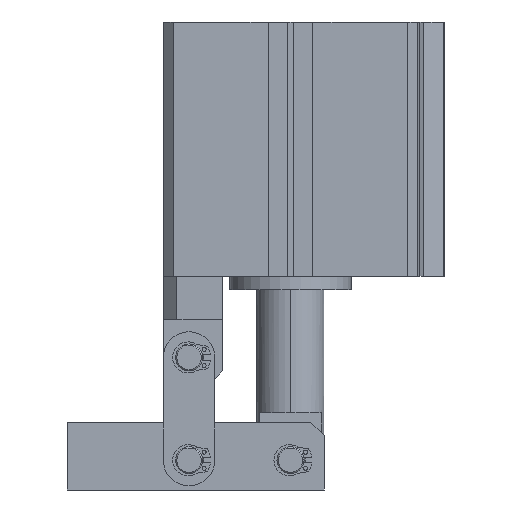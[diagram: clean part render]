
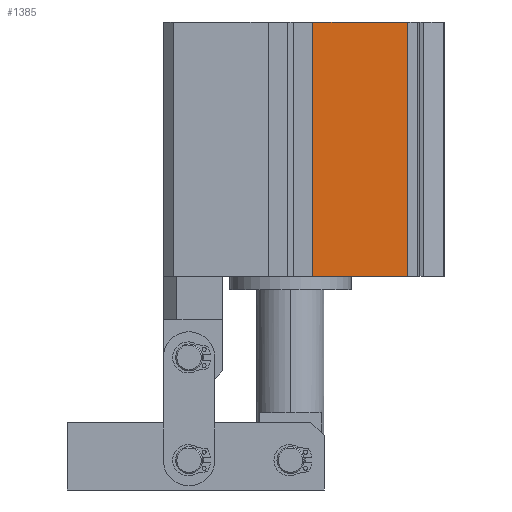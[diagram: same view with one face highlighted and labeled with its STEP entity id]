
A CAD part, left-side view. The second image highlights one B-rep face of the part: STEP entity #1385.
In plain terms, the highlighted face is planar.
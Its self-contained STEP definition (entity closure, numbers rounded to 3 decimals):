
#572 = ORIENTED_EDGE ( 'NONE', *, *, #1203, .T. ) ;
#573 = ORIENTED_EDGE ( 'NONE', *, *, #1434, .F. ) ;
#574 = ORIENTED_EDGE ( 'NONE', *, *, #1126, .F. ) ;
#575 = ORIENTED_EDGE ( 'NONE', *, *, #1202, .T. ) ;
#1126 = EDGE_CURVE ( 'NONE', #4224, #4225, #5587, .T. ) ;
#1202 = EDGE_CURVE ( 'NONE', #4224, #4328, #5737, .T. ) ;
#1203 = EDGE_CURVE ( 'NONE', #4328, #4329, #5735, .T. ) ;
#1385 = ADVANCED_FACE ( 'NONE', ( #5806 ), #6865, .F. ) ;
#1434 = EDGE_CURVE ( 'NONE', #4225, #4329, #5865, .T. ) ;
#1984 = CARTESIAN_POINT ( 'NONE',  ( -43.35, -47., 94. ) ) ;
#1988 = CARTESIAN_POINT ( 'NONE',  ( -8.25, -47., 94. ) ) ;
#2050 = CARTESIAN_POINT ( 'NONE',  ( -43.35, -47., 0. ) ) ;
#2055 = CARTESIAN_POINT ( 'NONE',  ( -8.25, -47., 0. ) ) ;
#4224 = VERTEX_POINT ( 'NONE', #1984 ) ;
#4225 = VERTEX_POINT ( 'NONE', #1988 ) ;
#4328 = VERTEX_POINT ( 'NONE', #2050 ) ;
#4329 = VERTEX_POINT ( 'NONE', #2055 ) ;
#4906 = EDGE_LOOP ( 'NONE', ( #572, #573, #574, #575 ) ) ;
#5587 = LINE ( 'NONE', #6570, #5590 ) ;
#5590 = VECTOR ( 'NONE', #6571, 1000. ) ;
#5735 = LINE ( 'NONE', #6717, #5742 ) ;
#5737 = LINE ( 'NONE', #6723, #5740 ) ;
#5740 = VECTOR ( 'NONE', #6725, 1000. ) ;
#5742 = VECTOR ( 'NONE', #6726, 1000. ) ;
#5806 = FACE_OUTER_BOUND ( 'NONE', #4906, .T. ) ;
#5865 = LINE ( 'NONE', #7013, #5870 ) ;
#5870 = VECTOR ( 'NONE', #7017, 1000. ) ;
#6570 = CARTESIAN_POINT ( 'NONE',  ( -17.55, -47., 94. ) ) ;
#6571 = DIRECTION ( 'NONE',  ( 1., 0., 0. ) ) ;
#6717 = CARTESIAN_POINT ( 'NONE',  ( -8.25, -47., 0. ) ) ;
#6723 = CARTESIAN_POINT ( 'NONE',  ( -43.35, -47., 94. ) ) ;
#6725 = DIRECTION ( 'NONE',  ( 0., 0., -1. ) ) ;
#6726 = DIRECTION ( 'NONE',  ( 1., 0., 0. ) ) ;
#6858 = CARTESIAN_POINT ( 'NONE',  ( -8.25, -47., 94. ) ) ;
#6865 = PLANE ( 'NONE',  #8025 ) ;
#6867 = DIRECTION ( 'NONE',  ( 0., 1., 0. ) ) ;
#6868 = DIRECTION ( 'NONE',  ( -1., 0., 0. ) ) ;
#7013 = CARTESIAN_POINT ( 'NONE',  ( -8.25, -47., 94. ) ) ;
#7017 = DIRECTION ( 'NONE',  ( 0., 0., -1. ) ) ;
#8025 = AXIS2_PLACEMENT_3D ( 'NONE', #6858, #6867, #6868 ) ;
